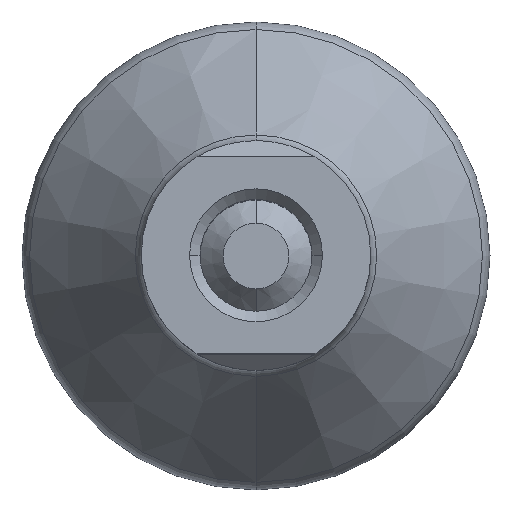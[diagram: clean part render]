
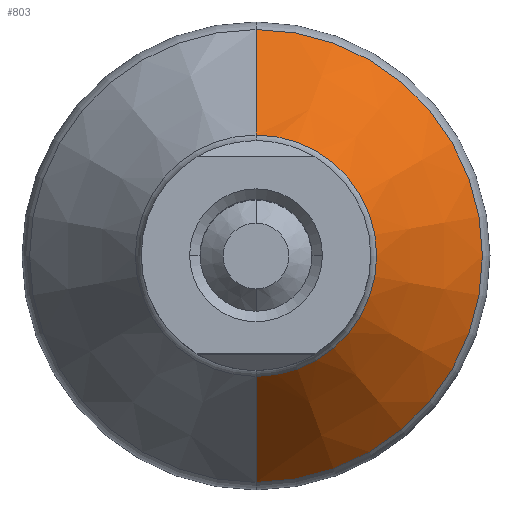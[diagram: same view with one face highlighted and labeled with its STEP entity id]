
A CAD part, top view. The second image highlights one B-rep face of the part: STEP entity #803.
In plain terms, the highlighted conical face has half-angle 35 degrees and reference radius 8.392 mm.
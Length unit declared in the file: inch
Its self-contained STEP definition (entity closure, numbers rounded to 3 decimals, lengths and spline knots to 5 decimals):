
#95=DIRECTION('',(0.,-0.574,0.819));
#96=VECTOR('',#95,0.35099);
#97=CARTESIAN_POINT('',(0.,0.43103,-0.70411));
#98=LINE('',#97,#96);
#102=CARTESIAN_POINT('',(0.,0.,-0.70411));
#103=DIRECTION('',(0.,0.,-1.));
#104=DIRECTION('',(0.,1.,0.));
#105=AXIS2_PLACEMENT_3D('',#102,#103,#104);
#110=DIRECTION('',(0.,0.574,0.819));
#111=VECTOR('',#110,0.35099);
#112=CARTESIAN_POINT('',(0.,-0.43103,-0.70411));
#113=LINE('',#112,#111);
#141=CARTESIAN_POINT('',(0.,0.,-0.4166));
#142=DIRECTION('',(0.,0.,-1.));
#143=DIRECTION('',(0.,1.,0.));
#144=AXIS2_PLACEMENT_3D('',#141,#142,#143);
#620=CARTESIAN_POINT('',(0.,0.43103,-0.70411));
#622=VERTEX_POINT('',#620);
#623=CARTESIAN_POINT('',(0.,0.22971,-0.4166));
#625=VERTEX_POINT('',#623);
#628=CARTESIAN_POINT('',(0.,-0.43103,-0.70411));
#630=VERTEX_POINT('',#628);
#631=CARTESIAN_POINT('',(0.,-0.22971,-0.4166));
#633=VERTEX_POINT('',#631);
#789=CARTESIAN_POINT('',(0.,0.,-0.56036));
#790=DIRECTION('',(0.,0.,-1.));
#791=DIRECTION('',(0.,-1.,0.));
#792=AXIS2_PLACEMENT_3D('',#789,#790,#791);
#793=CONICAL_SURFACE('',#792,0.33037,35.);
#795=ORIENTED_EDGE('',*,*,#794,.F.);
#796=ORIENTED_EDGE('',*,*,#784,.T.);
#798=ORIENTED_EDGE('',*,*,#797,.T.);
#800=ORIENTED_EDGE('',*,*,#799,.F.);
#801=EDGE_LOOP('',(#795,#796,#798,#800));
#802=FACE_OUTER_BOUND('',#801,.F.);
#106=CIRCLE('',#105,0.43103);
#145=CIRCLE('',#144,0.22971);
#784=EDGE_CURVE('',#622,#630,#106,.T.);
#794=EDGE_CURVE('',#622,#625,#98,.T.);
#797=EDGE_CURVE('',#630,#633,#113,.T.);
#799=EDGE_CURVE('',#625,#633,#145,.T.);
#803=ADVANCED_FACE('',(#802),#793,.T.);
